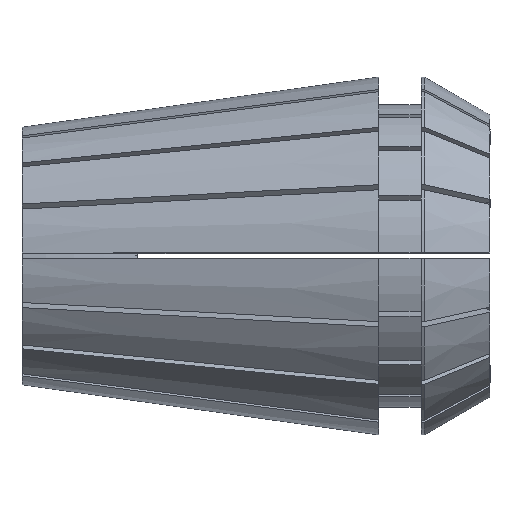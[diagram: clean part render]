
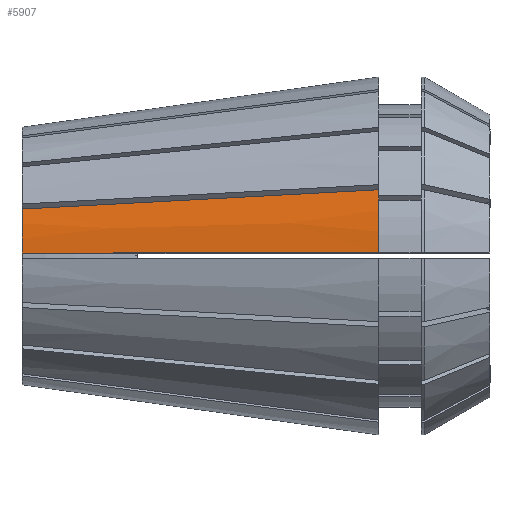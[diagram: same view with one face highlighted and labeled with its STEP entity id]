
A CAD part, top view. The second image highlights one B-rep face of the part: STEP entity #5907.
In plain terms, the highlighted conical face has half-angle 8 degrees and reference radius 13 mm.
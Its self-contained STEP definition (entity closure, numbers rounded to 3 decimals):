
#147 = ORIENTED_EDGE ( 'NONE', *, *, #5660, .F. ) ;
#277 = CARTESIAN_POINT ( 'NONE',  ( 1.082, 0.2, 9.51 ) ) ;
#359 = EDGE_CURVE ( 'NONE', #3044, #6084, #5745, .T. ) ;
#1007 = ORIENTED_EDGE ( 'NONE', *, *, #359, .T. ) ;
#1212 = DIRECTION ( 'NONE',  ( 1., 0., 0. ) ) ;
#1218 = VERTEX_POINT ( 'NONE', #1691 ) ;
#1511 = DIRECTION ( 'NONE',  ( -1., 0., 0. ) ) ;
#1691 = CARTESIAN_POINT ( 'NONE',  ( 0., 0.2, 9.358 ) ) ;
#2306 = DIRECTION ( 'NONE',  ( -1., 0., 0. ) ) ;
#2398 = CARTESIAN_POINT ( 'NONE',  ( 20.312, 0.2, 12.213 ) ) ;
#2463 = CARTESIAN_POINT ( 'NONE',  ( 0., 3.396, 8.722 ) ) ;
#2589 = EDGE_CURVE ( 'NONE', #4694, #6084, #4189, .T. ) ;
#2933 = CARTESIAN_POINT ( 'NONE',  ( 8.934, 0.2, 10.614 ) ) ;
#2999 = AXIS2_PLACEMENT_3D ( 'NONE', #4470, #1212, #4991 ) ;
#3024 = CARTESIAN_POINT ( 'NONE',  ( 25.9, 4.79, 12.086 ) ) ;
#3044 = VERTEX_POINT ( 'NONE', #6818 ) ;
#3078 = CARTESIAN_POINT ( 'NONE',  ( 25.9, 0., 0. ) ) ;
#3267 = AXIS2_PLACEMENT_3D ( 'NONE', #4729, #1511, #5260 ) ;
#3345 = ORIENTED_EDGE ( 'NONE', *, *, #2589, .F. ) ;
#3501 = CARTESIAN_POINT ( 'NONE',  ( 2.164, 0.2, 9.662 ) ) ;
#3575 = FACE_OUTER_BOUND ( 'NONE', #5355, .T. ) ;
#4038 = CARTESIAN_POINT ( 'NONE',  ( 0., 0.2, 9.358 ) ) ;
#4189 = B_SPLINE_CURVE_WITH_KNOTS ( 'NONE', 3,
 ( #5319, #4934, #4434, #5342, #5406, #5446, #5450 ),
 .UNSPECIFIED., .F., .F.,
 ( 4, 3, 4 ),
 ( 0., 0.016, 0.026 ),
 .UNSPECIFIED. ) ;
#4434 = CARTESIAN_POINT ( 'NONE',  ( 10.849, 3.98, 10.131 ) ) ;
#4470 = CARTESIAN_POINT ( 'NONE',  ( 25.9, 0., 0. ) ) ;
#4546 = CARTESIAN_POINT ( 'NONE',  ( 25.9, 0.2, 12.999 ) ) ;
#4694 = VERTEX_POINT ( 'NONE', #2463 ) ;
#4729 = CARTESIAN_POINT ( 'NONE',  ( 0., 0., 0. ) ) ;
#4833 = CONICAL_SURFACE ( 'NONE', #2999, 13., 0.14 ) ;
#4934 = CARTESIAN_POINT ( 'NONE',  ( 5.424, 3.688, 9.427 ) ) ;
#4940 = AXIS2_PLACEMENT_3D ( 'NONE', #3078, #2306, #6666 ) ;
#4991 = DIRECTION ( 'NONE',  ( 0., 0., -1. ) ) ;
#5070 = CARTESIAN_POINT ( 'NONE',  ( 24.037, 0.2, 12.737 ) ) ;
#5118 = B_SPLINE_CURVE_WITH_KNOTS ( 'NONE', 3,
 ( #4546, #5070, #5613, #2398, #6121, #2933, #6640, #3501, #277, #4038 ),
 .UNSPECIFIED., .F., .F.,
 ( 4, 3, 3, 4 ),
 ( 0.052, 0.057, 0.074, 0.078 ),
 .UNSPECIFIED. ) ;
#5260 = DIRECTION ( 'NONE',  ( 0., 0., 1. ) ) ;
#5319 = CARTESIAN_POINT ( 'NONE',  ( 0., 3.396, 8.722 ) ) ;
#5342 = CARTESIAN_POINT ( 'NONE',  ( 16.273, 4.272, 10.836 ) ) ;
#5355 = EDGE_LOOP ( 'NONE', ( #3345, #147, #5645, #1007 ) ) ;
#5406 = CARTESIAN_POINT ( 'NONE',  ( 19.482, 4.444, 11.252 ) ) ;
#5446 = CARTESIAN_POINT ( 'NONE',  ( 22.691, 4.617, 11.669 ) ) ;
#5450 = CARTESIAN_POINT ( 'NONE',  ( 25.9, 4.79, 12.086 ) ) ;
#5454 = EDGE_CURVE ( 'NONE', #3044, #1218, #5118, .T. ) ;
#5613 = CARTESIAN_POINT ( 'NONE',  ( 22.175, 0.2, 12.475 ) ) ;
#5645 = ORIENTED_EDGE ( 'NONE', *, *, #5454, .F. ) ;
#5660 = EDGE_CURVE ( 'NONE', #1218, #4694, #6790, .T. ) ;
#5745 = CIRCLE ( 'NONE', #4940, 13. ) ;
#5907 = ADVANCED_FACE ( 'NONE', ( #3575 ), #4833, .T. ) ;
#6084 = VERTEX_POINT ( 'NONE', #3024 ) ;
#6121 = CARTESIAN_POINT ( 'NONE',  ( 14.623, 0.2, 11.414 ) ) ;
#6640 = CARTESIAN_POINT ( 'NONE',  ( 3.245, 0.2, 9.814 ) ) ;
#6666 = DIRECTION ( 'NONE',  ( 0., 0., 1. ) ) ;
#6790 = CIRCLE ( 'NONE', #3267, 9.36 ) ;
#6818 = CARTESIAN_POINT ( 'NONE',  ( 25.9, 0.2, 12.999 ) ) ;
